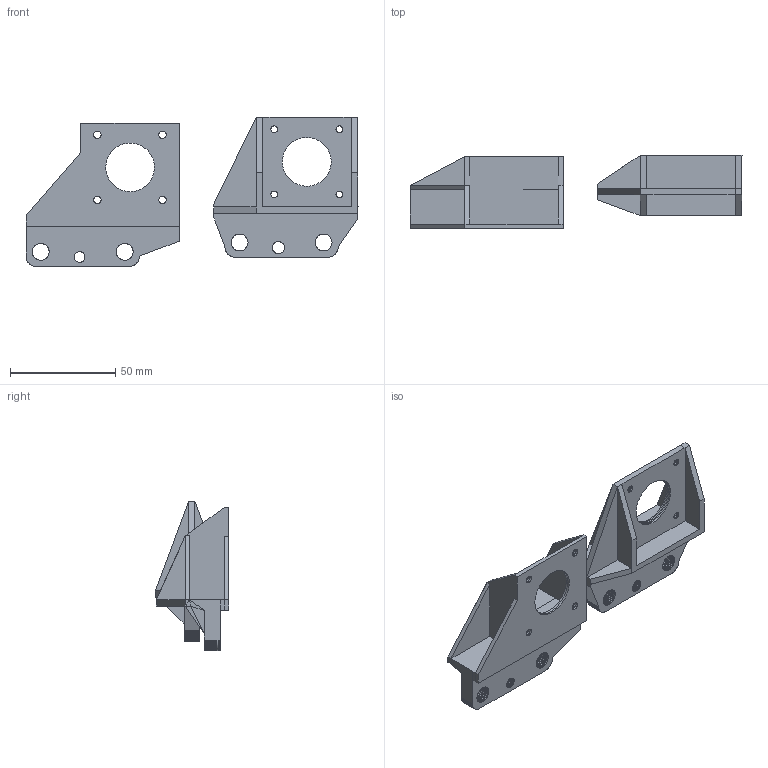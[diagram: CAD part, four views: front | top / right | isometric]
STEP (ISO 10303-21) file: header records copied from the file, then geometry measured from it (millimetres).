
FILE_DESCRIPTION(/* description */ (''),/* implementation_level */ '2;1');
FILE_NAME(/* name */ 'speedDrive v3.step',/* time_stamp */ '2022-07-21T15:37:30-04:00',/* author */ (''),/* organization */ (''),/* preprocessor_version */ 'ST-DEVELOPER v19',/* originating_system */ 'Autodesk Translation Framework v11.7.0.108',/* authorisation */ '');
FILE_SCHEMA (('AUTOMOTIVE_DESIGN { 1 0 10303 214 3 1 1 }'));
Length unit declared in the file: inch
Products named in the file (5): speedDrive; speedDrive_stock_extruder; speedDrive_stock; speedDrive_bmg_extruder; bmg
Assembly tree (4 placements, depth 3):
  speedDrive
    speedDrive_stock_extruder
      speedDrive_stock
    speedDrive_bmg_extruder
      bmg
Bounding box: 158.07 x 34.78 x 71.03 mm (x, y, z)
Volume: 52020.5 mm3; surface area: 31419.7 mm2
Topology: 2 solids, 2 shells, 1100 faces, 3211 edges, 2113 vertices
Faces by surface type: plane 1100
Entity records: 35722 total; most frequent: CARTESIAN_POINT 6436, ORIENTED_EDGE 6426, DIRECTION 5431, LINE 3213, VECTOR 3213, EDGE_CURVE 3213, VERTEX_POINT 2114, EDGE_LOOP 1132
